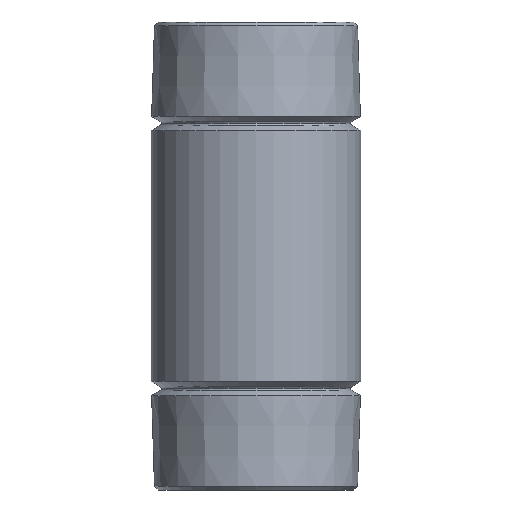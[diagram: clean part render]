
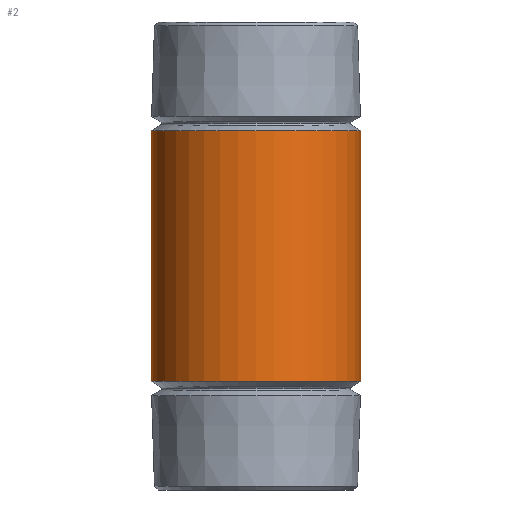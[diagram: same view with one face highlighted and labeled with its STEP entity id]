
A CAD part, front view. The second image highlights one B-rep face of the part: STEP entity #2.
In plain terms, the highlighted cylindrical face has radius 13.45 mm (diameter 26.9 mm), a partial arc.
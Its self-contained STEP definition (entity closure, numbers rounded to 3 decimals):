
#2 = ADVANCED_FACE ( 'NONE', ( #467 ), #464, .T. ) ;
#3 = ORIENTED_EDGE ( 'NONE', *, *, #79, .F. ) ;
#4 = ORIENTED_EDGE ( 'NONE', *, *, #459, .F. ) ;
#7 = EDGE_CURVE ( 'NONE', #95, #92, #394, .T. ) ;
#9 = ORIENTED_EDGE ( 'NONE', *, *, #11, .T. ) ;
#10 = ORIENTED_EDGE ( 'NONE', *, *, #7, .F. ) ;
#11 = EDGE_CURVE ( 'NONE', #194, #92, #389, .T. ) ;
#79 = EDGE_CURVE ( 'NONE', #191, #95, #431, .T. ) ;
#92 = VERTEX_POINT ( 'NONE', #412 ) ;
#95 = VERTEX_POINT ( 'NONE', #406 ) ;
#191 = VERTEX_POINT ( 'NONE', #709 ) ;
#194 = VERTEX_POINT ( 'NONE', #701 ) ;
#366 = EDGE_LOOP ( 'NONE', ( #3, #4, #9, #10 ) ) ;
#386 = DIRECTION ( 'NONE',  ( 0., 0., 1. ) ) ;
#387 = VECTOR ( 'NONE', #386, 1000. ) ;
#388 = CARTESIAN_POINT ( 'NONE',  ( 13.45, 0., 0. ) ) ;
#389 = LINE ( 'NONE', #388, #387 ) ;
#390 = DIRECTION ( 'NONE',  ( -1., 0., 0. ) ) ;
#391 = DIRECTION ( 'NONE',  ( 0., 0., 1. ) ) ;
#392 = CARTESIAN_POINT ( 'NONE',  ( 0., 0., -13.93 ) ) ;
#393 = AXIS2_PLACEMENT_3D ( 'NONE', #392, #391, #390 ) ;
#394 = CIRCLE ( 'NONE', #393, 13.45 ) ;
#406 = CARTESIAN_POINT ( 'NONE',  ( -13.45, 0., -13.93 ) ) ;
#412 = CARTESIAN_POINT ( 'NONE',  ( 13.45, 0., -13.93 ) ) ;
#428 = DIRECTION ( 'NONE',  ( 0., 0., 1. ) ) ;
#429 = VECTOR ( 'NONE', #428, 1000. ) ;
#430 = CARTESIAN_POINT ( 'NONE',  ( -13.45, 0., 0. ) ) ;
#431 = LINE ( 'NONE', #430, #429 ) ;
#459 = EDGE_CURVE ( 'NONE', #194, #191, #744, .T. ) ;
#461 = DIRECTION ( 'NONE',  ( 1., 0., 0. ) ) ;
#462 = DIRECTION ( 'NONE',  ( 0., 0., 1. ) ) ;
#463 = AXIS2_PLACEMENT_3D ( 'NONE', #466, #462, #461 ) ;
#464 = CYLINDRICAL_SURFACE ( 'NONE', #463, 13.45 ) ;
#466 = CARTESIAN_POINT ( 'NONE',  ( 0., 0., 0. ) ) ;
#467 = FACE_OUTER_BOUND ( 'NONE', #366, .T. ) ;
#701 = CARTESIAN_POINT ( 'NONE',  ( 13.45, 0., -46.07 ) ) ;
#709 = CARTESIAN_POINT ( 'NONE',  ( -13.45, 0., -46.07 ) ) ;
#736 = DIRECTION ( 'NONE',  ( 1., 0., 0. ) ) ;
#737 = DIRECTION ( 'NONE',  ( 0., 0., -1. ) ) ;
#738 = CARTESIAN_POINT ( 'NONE',  ( 0., 0., -46.07 ) ) ;
#739 = AXIS2_PLACEMENT_3D ( 'NONE', #738, #737, #736 ) ;
#744 = CIRCLE ( 'NONE', #739, 13.45 ) ;
